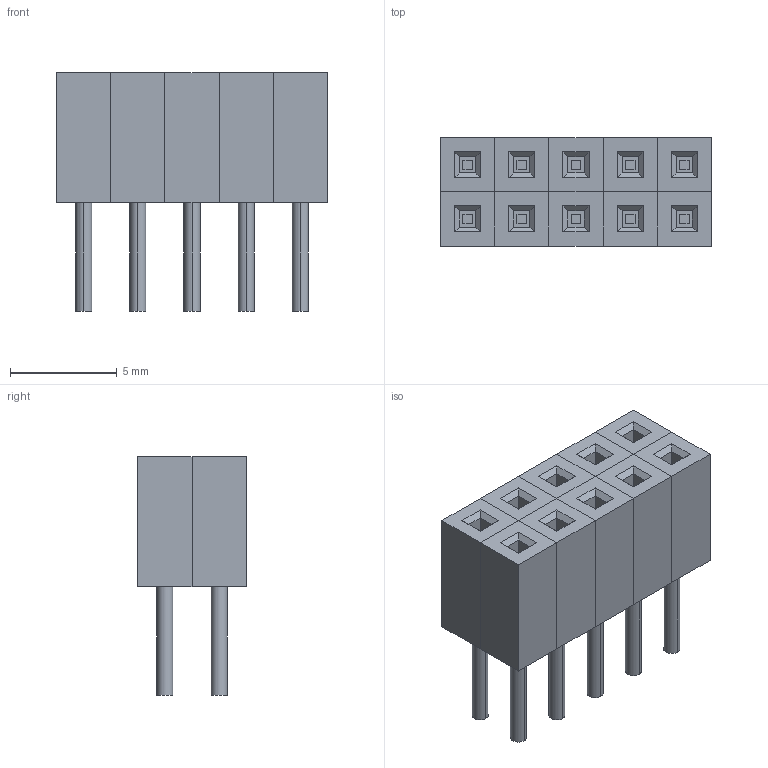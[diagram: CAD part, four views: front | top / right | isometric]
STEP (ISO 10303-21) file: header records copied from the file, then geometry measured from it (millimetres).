
FILE_DESCRIPTION(('STEP AP214'),'1');
FILE_NAME('66953-005LF_AMP','2021-06-27T04:08:57',(''),(''),'','','');
FILE_SCHEMA(('AUTOMOTIVE_DESIGN'));
Length unit declared in the file: millimetre
Products named in the file (1): product
Bounding box: 12.7 x 5.08 x 11.18 mm (x, y, z)
Volume: 392.4 mm3; surface area: 941.6 mm2
Topology: 12 solids, 12 shells, 264 faces, 588 edges, 368 vertices
Faces by surface type: plane 244, cylinder 20
Entity records: 6861 total; most frequent: ORIENTED_EDGE 1176, DIRECTION 1158, CARTESIAN_POINT 653, EDGE_CURVE 588, LINE 548, VECTOR 548, VERTEX_POINT 368, AXIS2_PLACEMENT_3D 305
